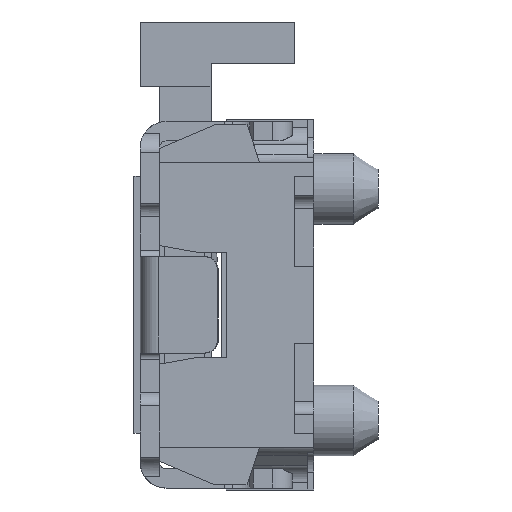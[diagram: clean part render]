
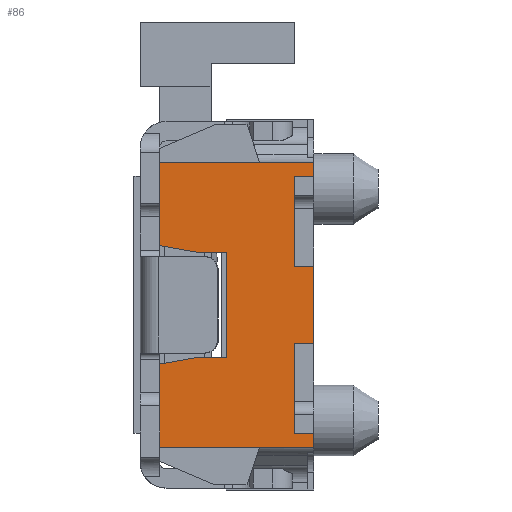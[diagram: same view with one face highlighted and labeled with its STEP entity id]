
A CAD part, left-side view. The second image highlights one B-rep face of the part: STEP entity #86.
In plain terms, the highlighted planar face has unit normal (-1, 0, 0).
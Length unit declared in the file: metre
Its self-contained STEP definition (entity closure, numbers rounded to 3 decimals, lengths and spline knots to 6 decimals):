
#86 = ADVANCED_FACE( '', ( #587 ), #588, .F. );
#587 = FACE_OUTER_BOUND( '', #1531, .T. );
#588 = PLANE( '', #1532 );
#1531 = EDGE_LOOP( '', ( #2709, #2710, #2711, #2712, #2713, #2714, #2715, #2716, #2717, #2718, #2719, #2720, #2721, #2722, #2723, #2724, #2725, #2726, #2727, #2728 ) );
#1532 = AXIS2_PLACEMENT_3D( '', #2729, #2730, #2731 );
#2709 = ORIENTED_EDGE( '', *, *, #6724, .T. );
#2710 = ORIENTED_EDGE( '', *, *, #6725, .F. );
#2711 = ORIENTED_EDGE( '', *, *, #6726, .T. );
#2712 = ORIENTED_EDGE( '', *, *, #6727, .F. );
#2713 = ORIENTED_EDGE( '', *, *, #6728, .F. );
#2714 = ORIENTED_EDGE( '', *, *, #6729, .T. );
#2715 = ORIENTED_EDGE( '', *, *, #6730, .T. );
#2716 = ORIENTED_EDGE( '', *, *, #6731, .T. );
#2717 = ORIENTED_EDGE( '', *, *, #6732, .F. );
#2718 = ORIENTED_EDGE( '', *, *, #6733, .F. );
#2719 = ORIENTED_EDGE( '', *, *, #6734, .T. );
#2720 = ORIENTED_EDGE( '', *, *, #6735, .F. );
#2721 = ORIENTED_EDGE( '', *, *, #6736, .T. );
#2722 = ORIENTED_EDGE( '', *, *, #6578, .T. );
#2723 = ORIENTED_EDGE( '', *, *, #6737, .F. );
#2724 = ORIENTED_EDGE( '', *, *, #6738, .F. );
#2725 = ORIENTED_EDGE( '', *, *, #6739, .T. );
#2726 = ORIENTED_EDGE( '', *, *, #6740, .T. );
#2727 = ORIENTED_EDGE( '', *, *, #6741, .F. );
#2728 = ORIENTED_EDGE( '', *, *, #6742, .F. );
#2729 = CARTESIAN_POINT( '', ( 0.418787, 0.057866, 0.044595 ) );
#2730 = DIRECTION( '', ( 1., 0., 0. ) );
#2731 = DIRECTION( '', ( 0., 1., 0. ) );
#6578 = EDGE_CURVE( '', #7994, #7999, #8001, .T. );
#6724 = EDGE_CURVE( '', #8287, #8288, #8289, .T. );
#6725 = EDGE_CURVE( '', #8290, #8288, #8291, .T. );
#6726 = EDGE_CURVE( '', #8290, #8292, #8293, .T. );
#6727 = EDGE_CURVE( '', #8294, #8292, #8295, .T. );
#6728 = EDGE_CURVE( '', #8296, #8294, #8297, .T. );
#6729 = EDGE_CURVE( '', #8296, #8298, #8299, .T. );
#6730 = EDGE_CURVE( '', #8298, #8300, #8301, .T. );
#6731 = EDGE_CURVE( '', #8300, #8302, #8303, .T. );
#6732 = EDGE_CURVE( '', #8304, #8302, #8305, .T. );
#6733 = EDGE_CURVE( '', #8306, #8304, #8307, .T. );
#6734 = EDGE_CURVE( '', #8306, #8308, #8309, .T. );
#6735 = EDGE_CURVE( '', #8310, #8308, #8311, .T. );
#6736 = EDGE_CURVE( '', #8310, #7994, #8312, .T. );
#6737 = EDGE_CURVE( '', #8313, #7999, #8314, .T. );
#6738 = EDGE_CURVE( '', #8315, #8313, #8316, .T. );
#6739 = EDGE_CURVE( '', #8315, #8317, #8318, .T. );
#6740 = EDGE_CURVE( '', #8317, #8319, #8320, .T. );
#6741 = EDGE_CURVE( '', #8321, #8319, #8322, .T. );
#6742 = EDGE_CURVE( '', #8287, #8321, #8323, .T. );
#7994 = VERTEX_POINT( '', #10323 );
#7999 = VERTEX_POINT( '', #10330 );
#8001 = LINE( '', #10333, #10334 );
#8287 = VERTEX_POINT( '', #10816 );
#8288 = VERTEX_POINT( '', #10817 );
#8289 = LINE( '', #10818, #10819 );
#8290 = VERTEX_POINT( '', #10820 );
#8291 = LINE( '', #10821, #10822 );
#8292 = VERTEX_POINT( '', #10823 );
#8293 = LINE( '', #10824, #10825 );
#8294 = VERTEX_POINT( '', #10826 );
#8295 = LINE( '', #10827, #10828 );
#8296 = VERTEX_POINT( '', #10829 );
#8297 = LINE( '', #10830, #10831 );
#8298 = VERTEX_POINT( '', #10832 );
#8299 = LINE( '', #10833, #10834 );
#8300 = VERTEX_POINT( '', #10835 );
#8301 = LINE( '', #10836, #10837 );
#8302 = VERTEX_POINT( '', #10838 );
#8303 = LINE( '', #10839, #10840 );
#8304 = VERTEX_POINT( '', #10841 );
#8305 = LINE( '', #10842, #10843 );
#8306 = VERTEX_POINT( '', #10844 );
#8307 = LINE( '', #10845, #10846 );
#8308 = VERTEX_POINT( '', #10847 );
#8309 = LINE( '', #10848, #10849 );
#8310 = VERTEX_POINT( '', #10850 );
#8311 = LINE( '', #10851, #10852 );
#8312 = LINE( '', #10853, #10854 );
#8313 = VERTEX_POINT( '', #10855 );
#8314 = LINE( '', #10856, #10857 );
#8315 = VERTEX_POINT( '', #10858 );
#8316 = LINE( '', #10859, #10860 );
#8317 = VERTEX_POINT( '', #10861 );
#8318 = LINE( '', #10862, #10863 );
#8319 = VERTEX_POINT( '', #10864 );
#8320 = LINE( '', #10865, #10866 );
#8321 = VERTEX_POINT( '', #10867 );
#8322 = LINE( '', #10868, #10869 );
#8323 = LINE( '', #10870, #10871 );
#10323 = CARTESIAN_POINT( '', ( 0.418787, 0.053266, 0.04507 ) );
#10330 = CARTESIAN_POINT( '', ( 0.418787, 0.053416, 0.04507 ) );
#10333 = CARTESIAN_POINT( '', ( 0.418787, 0.053266, 0.04507 ) );
#10334 = VECTOR( '', #13886, 1. );
#10816 = CARTESIAN_POINT( '', ( 0.418787, 0.053266, 0.04707 ) );
#10817 = CARTESIAN_POINT( '', ( 0.418787, 0.053266, 0.04718 ) );
#10818 = CARTESIAN_POINT( '', ( 0.418787, 0.053266, 0.04707 ) );
#10819 = VECTOR( '', #14049, 1. );
#10820 = CARTESIAN_POINT( '', ( 0.418787, 0.054466, 0.04718 ) );
#10821 = CARTESIAN_POINT( '', ( 0.418787, 0.054466, 0.04718 ) );
#10822 = VECTOR( '', #14050, 1. );
#10823 = CARTESIAN_POINT( '', ( 0.418787, 0.054466, 0.046855 ) );
#10824 = CARTESIAN_POINT( '', ( 0.418787, 0.054466, 0.04718 ) );
#10825 = VECTOR( '', #14051, 1. );
#10826 = CARTESIAN_POINT( '', ( 0.418787, 0.054466, 0.046531 ) );
#10827 = CARTESIAN_POINT( '', ( 0.418787, 0.054466, 0.046531 ) );
#10828 = VECTOR( '', #14052, 1. );
#10829 = CARTESIAN_POINT( '', ( 0.418787, 0.054176, 0.04648 ) );
#10830 = CARTESIAN_POINT( '', ( 0.418787, 0.054176, 0.04648 ) );
#10831 = VECTOR( '', #14053, 1. );
#10832 = CARTESIAN_POINT( '', ( 0.418787, 0.053946, 0.04648 ) );
#10833 = CARTESIAN_POINT( '', ( 0.418787, 0.054176, 0.04648 ) );
#10834 = VECTOR( '', #14054, 1. );
#10835 = CARTESIAN_POINT( '', ( 0.418787, 0.053946, 0.04566 ) );
#10836 = CARTESIAN_POINT( '', ( 0.418787, 0.053946, 0.04648 ) );
#10837 = VECTOR( '', #14055, 1. );
#10838 = CARTESIAN_POINT( '', ( 0.418787, 0.054176, 0.04566 ) );
#10839 = CARTESIAN_POINT( '', ( 0.418787, 0.053946, 0.04566 ) );
#10840 = VECTOR( '', #14056, 1. );
#10841 = CARTESIAN_POINT( '', ( 0.418787, 0.054466, 0.045609 ) );
#10842 = CARTESIAN_POINT( '', ( 0.418787, 0.054466, 0.045609 ) );
#10843 = VECTOR( '', #14057, 1. );
#10844 = CARTESIAN_POINT( '', ( 0.418787, 0.054466, 0.045285 ) );
#10845 = CARTESIAN_POINT( '', ( 0.418787, 0.054466, 0.045285 ) );
#10846 = VECTOR( '', #14058, 1. );
#10847 = CARTESIAN_POINT( '', ( 0.418787, 0.054466, 0.04496 ) );
#10848 = CARTESIAN_POINT( '', ( 0.418787, 0.054466, 0.045285 ) );
#10849 = VECTOR( '', #14059, 1. );
#10850 = CARTESIAN_POINT( '', ( 0.418787, 0.053266, 0.04496 ) );
#10851 = CARTESIAN_POINT( '', ( 0.418787, 0.053266, 0.04496 ) );
#10852 = VECTOR( '', #14060, 1. );
#10853 = CARTESIAN_POINT( '', ( 0.418787, 0.053266, 0.04496 ) );
#10854 = VECTOR( '', #14061, 1. );
#10855 = CARTESIAN_POINT( '', ( 0.418787, 0.053416, 0.04577 ) );
#10856 = CARTESIAN_POINT( '', ( 0.418787, 0.053416, 0.04577 ) );
#10857 = VECTOR( '', #14062, 1. );
#10858 = CARTESIAN_POINT( '', ( 0.418787, 0.053266, 0.04577 ) );
#10859 = CARTESIAN_POINT( '', ( 0.418787, 0.053266, 0.04577 ) );
#10860 = VECTOR( '', #14063, 1. );
#10861 = CARTESIAN_POINT( '', ( 0.418787, 0.053266, 0.04637 ) );
#10862 = CARTESIAN_POINT( '', ( 0.418787, 0.053266, 0.04577 ) );
#10863 = VECTOR( '', #14064, 1. );
#10864 = CARTESIAN_POINT( '', ( 0.418787, 0.053416, 0.04637 ) );
#10865 = CARTESIAN_POINT( '', ( 0.418787, 0.053266, 0.04637 ) );
#10866 = VECTOR( '', #14065, 1. );
#10867 = CARTESIAN_POINT( '', ( 0.418787, 0.053416, 0.04707 ) );
#10868 = CARTESIAN_POINT( '', ( 0.418787, 0.053416, 0.04707 ) );
#10869 = VECTOR( '', #14066, 1. );
#10870 = CARTESIAN_POINT( '', ( 0.418787, 0.053266, 0.04707 ) );
#10871 = VECTOR( '', #14067, 1. );
#13886 = DIRECTION( '', ( 0., 1., 0. ) );
#14049 = DIRECTION( '', ( 0., 0., 1. ) );
#14050 = DIRECTION( '', ( 0., -1., 0. ) );
#14051 = DIRECTION( '', ( 0., 0., -1. ) );
#14052 = DIRECTION( '', ( 0., 0., 1. ) );
#14053 = DIRECTION( '', ( 0., 0.985, 0.174 ) );
#14054 = DIRECTION( '', ( 0., -1., 0. ) );
#14055 = DIRECTION( '', ( 0., 0., -1. ) );
#14056 = DIRECTION( '', ( 0., 1., 0. ) );
#14057 = DIRECTION( '', ( 0., -0.985, 0.174 ) );
#14058 = DIRECTION( '', ( 0., 0., 1. ) );
#14059 = DIRECTION( '', ( 0., 0., -1. ) );
#14060 = DIRECTION( '', ( 0., 1., 0. ) );
#14061 = DIRECTION( '', ( 0., 0., 1. ) );
#14062 = DIRECTION( '', ( 0., 0., -1. ) );
#14063 = DIRECTION( '', ( 0., 1., 0. ) );
#14064 = DIRECTION( '', ( 0., 0., 1. ) );
#14065 = DIRECTION( '', ( 0., 1., 0. ) );
#14066 = DIRECTION( '', ( 0., 0., -1. ) );
#14067 = DIRECTION( '', ( 0., 1., 0. ) );
